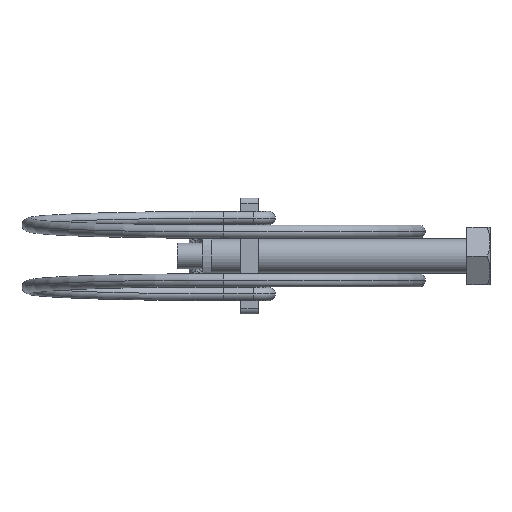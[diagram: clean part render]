
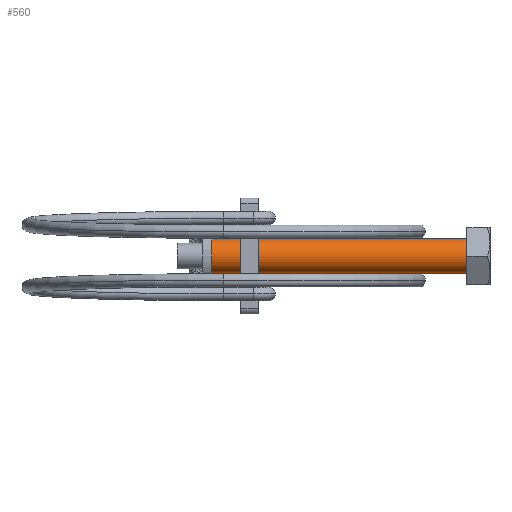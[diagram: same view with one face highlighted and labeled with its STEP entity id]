
A CAD part, front view. The second image highlights one B-rep face of the part: STEP entity #560.
In plain terms, the highlighted cylindrical face has radius 3 mm (diameter 6 mm), a partial arc.
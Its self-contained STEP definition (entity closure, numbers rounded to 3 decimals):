
#23 = CARTESIAN_POINT ( 'NONE',  ( -44., 0., -3. ) ) ;
#53 = DIRECTION ( 'NONE',  ( 1., 0., 0. ) ) ;
#160 = ORIENTED_EDGE ( 'NONE', *, *, #1681, .F. ) ;
#256 = DIRECTION ( 'NONE',  ( 1., 0., 0. ) ) ;
#439 = CIRCLE ( 'NONE', #2568, 3. ) ;
#495 = FACE_OUTER_BOUND ( 'NONE', #2354, .T. ) ;
#560 = ADVANCED_FACE ( 'NONE', ( #495 ), #1053, .T. ) ;
#574 = DIRECTION ( 'NONE',  ( 0., 0., 1. ) ) ;
#585 = DIRECTION ( 'NONE',  ( 1., 0., 0. ) ) ;
#641 = EDGE_CURVE ( 'NONE', #2023, #760, #837, .T. ) ;
#760 = VERTEX_POINT ( 'NONE', #1168 ) ;
#791 = EDGE_CURVE ( 'NONE', #760, #2227, #2380, .T. ) ;
#800 = ORIENTED_EDGE ( 'NONE', *, *, #791, .T. ) ;
#837 = CIRCLE ( 'NONE', #886, 3. ) ;
#886 = AXIS2_PLACEMENT_3D ( 'NONE', #1724, #53, #574 ) ;
#997 = CARTESIAN_POINT ( 'NONE',  ( 0., 0., 3. ) ) ;
#1053 = CYLINDRICAL_SURFACE ( 'NONE', #2544, 3. ) ;
#1130 = CARTESIAN_POINT ( 'NONE',  ( -44., 0., 3. ) ) ;
#1168 = CARTESIAN_POINT ( 'NONE',  ( -44., 0., -3. ) ) ;
#1191 = DIRECTION ( 'NONE',  ( 0., 0., -1. ) ) ;
#1336 = VECTOR ( 'NONE', #2842, 1000. ) ;
#1681 = EDGE_CURVE ( 'NONE', #2769, #2227, #439, .T. ) ;
#1724 = CARTESIAN_POINT ( 'NONE',  ( -44., 0., 0. ) ) ;
#1905 = CARTESIAN_POINT ( 'NONE',  ( -44., 0., 0. ) ) ;
#1924 = DIRECTION ( 'NONE',  ( 1., 0., 0. ) ) ;
#1930 = EDGE_CURVE ( 'NONE', #2023, #2769, #2883, .T. ) ;
#2023 = VERTEX_POINT ( 'NONE', #2872 ) ;
#2091 = ORIENTED_EDGE ( 'NONE', *, *, #641, .T. ) ;
#2227 = VERTEX_POINT ( 'NONE', #2401 ) ;
#2237 = VECTOR ( 'NONE', #585, 1000. ) ;
#2354 = EDGE_LOOP ( 'NONE', ( #2729, #2091, #800, #160 ) ) ;
#2380 = LINE ( 'NONE', #23, #1336 ) ;
#2401 = CARTESIAN_POINT ( 'NONE',  ( 0., 0., -3. ) ) ;
#2425 = DIRECTION ( 'NONE',  ( 0., 0., -1. ) ) ;
#2544 = AXIS2_PLACEMENT_3D ( 'NONE', #1905, #1924, #1191 ) ;
#2568 = AXIS2_PLACEMENT_3D ( 'NONE', #2894, #256, #2425 ) ;
#2729 = ORIENTED_EDGE ( 'NONE', *, *, #1930, .F. ) ;
#2769 = VERTEX_POINT ( 'NONE', #997 ) ;
#2842 = DIRECTION ( 'NONE',  ( 1., 0., 0. ) ) ;
#2872 = CARTESIAN_POINT ( 'NONE',  ( -44., 0., 3. ) ) ;
#2883 = LINE ( 'NONE', #1130, #2237 ) ;
#2894 = CARTESIAN_POINT ( 'NONE',  ( 0., 0., 0. ) ) ;
